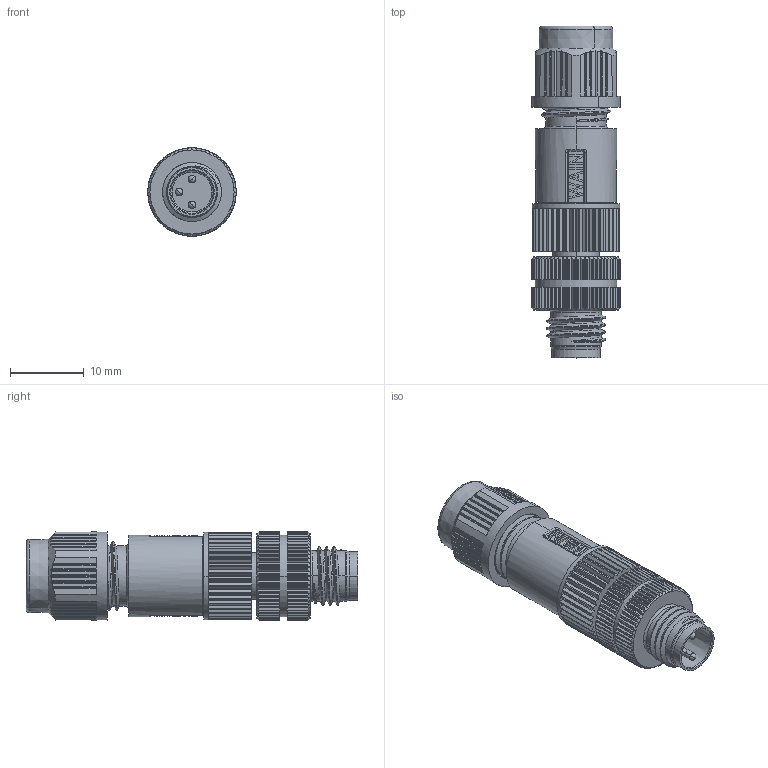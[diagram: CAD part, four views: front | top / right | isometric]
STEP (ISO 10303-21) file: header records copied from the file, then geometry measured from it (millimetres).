
FILE_DESCRIPTION((''),'2;1');
FILE_NAME('M8-MST03-T-D5_SW0001','2017-05-31T',('hq.zhang'),(''),'PRO/ENGINEER BY PARAMETRIC TECHNOLOGY CORPORATION, 2012480','PRO/ENGINEER BY PARAMETRIC TECHNOLOGY CORPORATION, 2012480','');
FILE_SCHEMA(('AUTOMOTIVE_DESIGN { 1 0 10303 214 1 1 1 1 }'));
Products named in the file (1): M8-MST03-T-D5_SW0001
Bounding box: 12 x 45 x 12 mm (x, y, z)
Volume: 2727.1 mm3; surface area: 5047.3 mm2
Topology: 1 solids, 1 shells, 1394 faces, 3988 edges, 2604 vertices
Faces by surface type: plane 645, cylinder 449, cone 137, bspline 97, torus 36, extrusion 24, sphere 6
Entity records: 64715 total; most frequent: CARTESIAN_POINT 29752, ORIENTED_EDGE 7936, DIRECTION 6542, EDGE_CURVE 3968, VERTEX_POINT 2604, AXIS2_PLACEMENT_3D 2355, VECTOR 1832, LINE 1808
